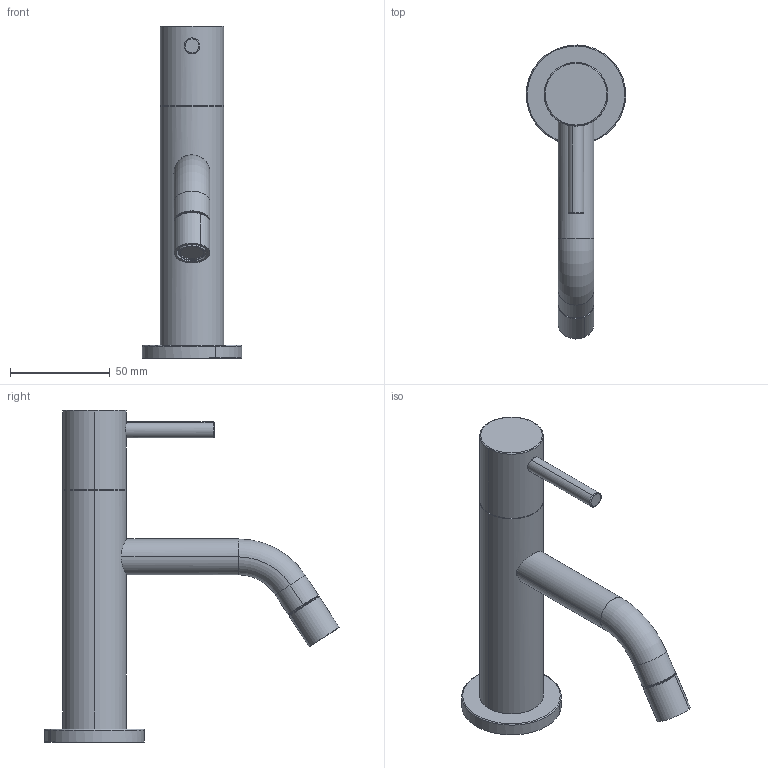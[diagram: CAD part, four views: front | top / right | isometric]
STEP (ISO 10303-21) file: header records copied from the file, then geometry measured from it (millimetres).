
FILE_DESCRIPTION(('CATIA V5 STEP Exchange','CAx-IF Rec.Pracs.--- Model Styling and Organization---1.5--- 2016-08-15','CAx-IF Rec.Pracs.---Supplemental Geometry---1.0---2011-11-01','CAx-IF Rec.Pracs.--- Composite Materials ---3.4---2017-06-13','CAx-IF Rec.Pracs.---Tessellated 3D Geometry---1.0---2015-12-17'),'2;1');
FILE_NAME('LN000900.stp','2024-06-24T07:43:23+00:00',('none'),('none'),'CATIA Version 5-6 Release 2020 SP2','CATIA V5 STEP AP242 v2','none');
FILE_SCHEMA(('AP242_MANAGED_MODEL_BASED_3D_ENGINEERING_MIM_LF {1 0 10303 442 1 1 4}'));
Length unit declared in the file: millimetre
Products named in the file (1): PR.0337.34_AllCATPart
Bounding box: 49.99 x 147.81 x 166.8 mm (x, y, z)
Volume: 38109.1 mm3; surface area: 31608.8 mm2
Topology: 3 solids, 44 shells, 139 faces, 447 edges, 361 vertices
Faces by surface type: cylinder 68, plane 36, cone 18, torus 17
Entity records: 5369 total; most frequent: CARTESIAN_POINT 1564, ORIENTED_EDGE 700, DIRECTION 567, EDGE_CURVE 447, VERTEX_POINT 361, AXIS2_PLACEMENT_3D 332, CIRCLE 226, EDGE_LOOP 156
